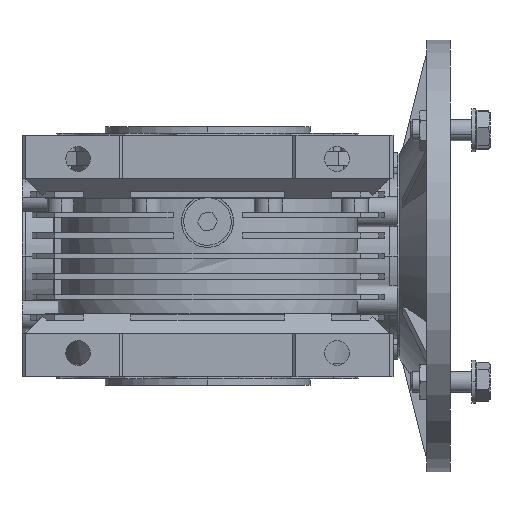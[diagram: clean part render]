
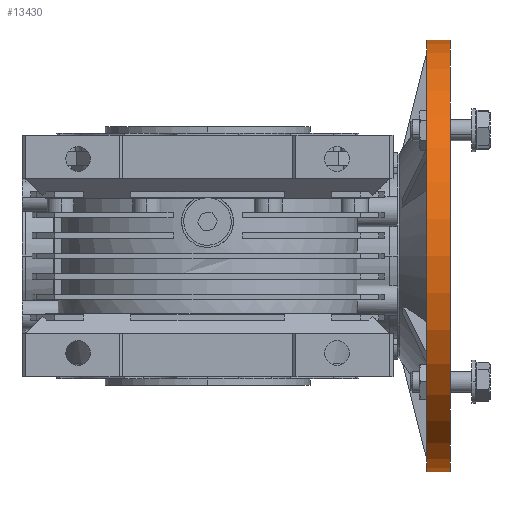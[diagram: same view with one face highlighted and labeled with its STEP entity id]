
A CAD part, front view. The second image highlights one B-rep face of the part: STEP entity #13430.
In plain terms, the highlighted cylindrical face has radius 100 mm (diameter 200 mm), a partial arc.
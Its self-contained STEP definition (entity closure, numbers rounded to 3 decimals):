
#548 = DIRECTION ( 'NONE',  ( -1., 0., 0. ) ) ;
#1251 = CYLINDRICAL_SURFACE ( 'NONE', #6142, 100. ) ;
#1269 = CARTESIAN_POINT ( 'NONE',  ( 112.5, 75., -100. ) ) ;
#2882 = CIRCLE ( 'NONE', #11934, 100. ) ;
#4242 = DIRECTION ( 'NONE',  ( -1., 0., 0. ) ) ;
#5543 = VECTOR ( 'NONE', #4242, 1000. ) ;
#6142 = AXIS2_PLACEMENT_3D ( 'NONE', #7632, #548, #22142 ) ;
#7632 = CARTESIAN_POINT ( 'NONE',  ( 112.5, 75., 0. ) ) ;
#9156 = EDGE_CURVE ( 'NONE', #36211, #23106, #46224, .T. ) ;
#10964 = CIRCLE ( 'NONE', #37509, 100. ) ;
#11850 = DIRECTION ( 'NONE',  ( 0., 0., 1. ) ) ;
#11934 = AXIS2_PLACEMENT_3D ( 'NONE', #26796, #14924, #33904 ) ;
#12676 = ORIENTED_EDGE ( 'NONE', *, *, #9156, .F. ) ;
#13430 = ADVANCED_FACE ( 'NONE', ( #44674 ), #1251, .T. ) ;
#14924 = DIRECTION ( 'NONE',  ( 1., 0., 0. ) ) ;
#15390 = EDGE_CURVE ( 'NONE', #33755, #33819, #32718, .T. ) ;
#17229 = CARTESIAN_POINT ( 'NONE',  ( 101.5, 75., -100. ) ) ;
#17405 = CARTESIAN_POINT ( 'NONE',  ( 112.5, 75., 100. ) ) ;
#19958 = EDGE_CURVE ( 'NONE', #33819, #23106, #2882, .T. ) ;
#22142 = DIRECTION ( 'NONE',  ( 0., 0., 1. ) ) ;
#23106 = VERTEX_POINT ( 'NONE', #17229 ) ;
#24099 = ORIENTED_EDGE ( 'NONE', *, *, #26885, .T. ) ;
#25125 = CARTESIAN_POINT ( 'NONE',  ( 112.5, 75., 100. ) ) ;
#26100 = CARTESIAN_POINT ( 'NONE',  ( 112.5, 75., 0. ) ) ;
#26796 = CARTESIAN_POINT ( 'NONE',  ( 101.5, 75., 0. ) ) ;
#26885 = EDGE_CURVE ( 'NONE', #36211, #33755, #10964, .T. ) ;
#27871 = EDGE_LOOP ( 'NONE', ( #12676, #24099, #31679, #38098 ) ) ;
#31679 = ORIENTED_EDGE ( 'NONE', *, *, #15390, .T. ) ;
#32718 = LINE ( 'NONE', #25125, #5543 ) ;
#32987 = DIRECTION ( 'NONE',  ( -1., 0., 0. ) ) ;
#33755 = VERTEX_POINT ( 'NONE', #17405 ) ;
#33819 = VERTEX_POINT ( 'NONE', #37303 ) ;
#33904 = DIRECTION ( 'NONE',  ( 0., 0., 1. ) ) ;
#36211 = VERTEX_POINT ( 'NONE', #1269 ) ;
#37303 = CARTESIAN_POINT ( 'NONE',  ( 101.5, 75., 100. ) ) ;
#37509 = AXIS2_PLACEMENT_3D ( 'NONE', #26100, #32987, #11850 ) ;
#37956 = VECTOR ( 'NONE', #39085, 1000. ) ;
#38098 = ORIENTED_EDGE ( 'NONE', *, *, #19958, .T. ) ;
#39085 = DIRECTION ( 'NONE',  ( -1., 0., 0. ) ) ;
#42426 = CARTESIAN_POINT ( 'NONE',  ( 112.5, 75., -100. ) ) ;
#44674 = FACE_OUTER_BOUND ( 'NONE', #27871, .T. ) ;
#46224 = LINE ( 'NONE', #42426, #37956 ) ;
